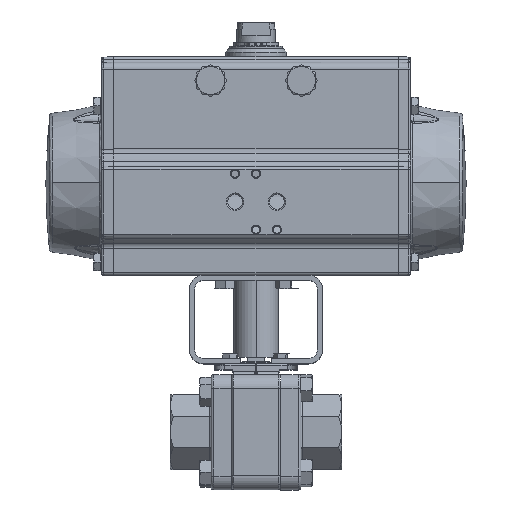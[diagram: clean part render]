
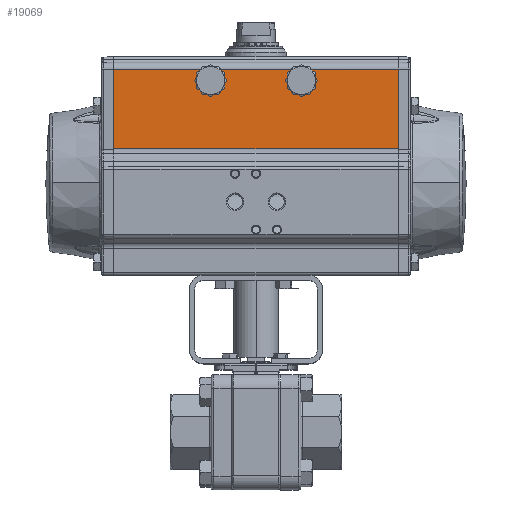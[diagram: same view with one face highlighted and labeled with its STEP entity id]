
A CAD part, top view. The second image highlights one B-rep face of the part: STEP entity #19069.
In plain terms, the highlighted planar face has unit normal (0, 0, 1).
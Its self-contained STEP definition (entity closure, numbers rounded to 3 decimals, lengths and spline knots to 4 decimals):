
#116 = CARTESIAN_POINT ( 'NONE',  ( 0.8456, 8.1857, 1.7323 ) ) ;
#653 = DIRECTION ( 'NONE',  ( 0., -1., 0. ) ) ;
#1916 = ORIENTED_EDGE ( 'NONE', *, *, #10378, .F. ) ;
#2787 = DIRECTION ( 'NONE',  ( 0., 0., 1. ) ) ;
#4457 = VERTEX_POINT ( 'NONE', #18845 ) ;
#4681 = DIRECTION ( 'NONE',  ( 1., 0., 0. ) ) ;
#5297 = DIRECTION ( 'NONE',  ( 0., 0., -1. ) ) ;
#7859 = VERTEX_POINT ( 'NONE', #63821 ) ;
#8170 = ORIENTED_EDGE ( 'NONE', *, *, #38638, .T. ) ;
#8364 = AXIS2_PLACEMENT_3D ( 'NONE', #24696, #63219, #30290 ) ;
#10003 = CIRCLE ( 'NONE', #58168, 0.315 ) ;
#10009 = VECTOR ( 'NONE', #43135, 39.3701 ) ;
#10378 = EDGE_CURVE ( 'NONE', #32203, #42515, #65468, .T. ) ;
#10519 = ORIENTED_EDGE ( 'NONE', *, *, #57002, .T. ) ;
#11294 = VERTEX_POINT ( 'NONE', #40948 ) ;
#11740 = DIRECTION ( 'NONE',  ( 0., 0., -1. ) ) ;
#12117 = VECTOR ( 'NONE', #36014, 39.3701 ) ;
#12282 = CARTESIAN_POINT ( 'NONE',  ( -0.8661, 7.6531, 1.7323 ) ) ;
#13571 = CARTESIAN_POINT ( 'NONE',  ( -1.0236, 7.9258, 1.7323 ) ) ;
#16253 = CIRCLE ( 'NONE', #22842, 0.315 ) ;
#16317 = AXIS2_PLACEMENT_3D ( 'NONE', #70886, #37828, #4681 ) ;
#17209 = EDGE_CURVE ( 'NONE', #27882, #55355, #16253, .T. ) ;
#18424 = CARTESIAN_POINT ( 'NONE',  ( 3.2087, 8.1857, 1.7323 ) ) ;
#18845 = CARTESIAN_POINT ( 'NONE',  ( -0.7087, 7.9258, 1.7323 ) ) ;
#19069 = ADVANCED_FACE ( 'NONE', ( #52386 ), #35943, .T. ) ;
#19103 = DIRECTION ( 'NONE',  ( 1., 0., 0. ) ) ;
#19883 = LINE ( 'NONE', #43021, #12117 ) ;
#20564 = EDGE_CURVE ( 'NONE', #7859, #27882, #10003, .T. ) ;
#21838 = VERTEX_POINT ( 'NONE', #12282 ) ;
#22842 = AXIS2_PLACEMENT_3D ( 'NONE', #38419, #5297, #43958 ) ;
#23058 = DIRECTION ( 'NONE',  ( 1., 0., 0. ) ) ;
#23605 = CARTESIAN_POINT ( 'NONE',  ( 3.2087, 6.3831, 1.7323 ) ) ;
#23799 = CARTESIAN_POINT ( 'NONE',  ( -3.2087, 6.3831, 1.7323 ) ) ;
#23807 = EDGE_CURVE ( 'NONE', #36493, #48499, #64985, .T. ) ;
#24696 = CARTESIAN_POINT ( 'NONE',  ( 1.0236, 7.9258, 1.7323 ) ) ;
#27229 = CARTESIAN_POINT ( 'NONE',  ( -1.0236, 7.9258, 1.7323 ) ) ;
#27882 = VERTEX_POINT ( 'NONE', #52656 ) ;
#29124 = VECTOR ( 'NONE', #23058, 39.3701 ) ;
#30290 = DIRECTION ( 'NONE',  ( 0., 1., 0. ) ) ;
#31154 = ORIENTED_EDGE ( 'NONE', *, *, #20564, .T. ) ;
#31237 = EDGE_LOOP ( 'NONE', ( #8170, #56703, #63669, #1916, #42958, #68688, #33792, #45996, #10519, #31154, #47841, #36920 ) ) ;
#32203 = VERTEX_POINT ( 'NONE', #63929 ) ;
#32788 = DIRECTION ( 'NONE',  ( 1., 0., 0. ) ) ;
#33792 = ORIENTED_EDGE ( 'NONE', *, *, #50071, .T. ) ;
#35358 = EDGE_CURVE ( 'NONE', #4457, #21838, #60684, .T. ) ;
#35943 = PLANE ( 'NONE',  #46575 ) ;
#36014 = DIRECTION ( 'NONE',  ( 0., -1., 0. ) ) ;
#36493 = VERTEX_POINT ( 'NONE', #23799 ) ;
#36920 = ORIENTED_EDGE ( 'NONE', *, *, #48169, .F. ) ;
#37828 = DIRECTION ( 'NONE',  ( 0., 0., -1. ) ) ;
#38419 = CARTESIAN_POINT ( 'NONE',  ( -1.0236, 7.9258, 1.7323 ) ) ;
#38638 = EDGE_CURVE ( 'NONE', #11294, #36493, #19883, .T. ) ;
#39710 = CARTESIAN_POINT ( 'NONE',  ( 3.2087, 8.1857, 1.7323 ) ) ;
#40948 = CARTESIAN_POINT ( 'NONE',  ( -3.2087, 8.1857, 1.7323 ) ) ;
#41493 = DIRECTION ( 'NONE',  ( 1., 0., 0. ) ) ;
#42515 = VERTEX_POINT ( 'NONE', #63874 ) ;
#42958 = ORIENTED_EDGE ( 'NONE', *, *, #67219, .T. ) ;
#43021 = CARTESIAN_POINT ( 'NONE',  ( -3.2087, 6.3831, 1.7323 ) ) ;
#43135 = DIRECTION ( 'NONE',  ( 1., 0., 0. ) ) ;
#43580 = CARTESIAN_POINT ( 'NONE',  ( 3.2087, 8.1857, 1.7323 ) ) ;
#43958 = DIRECTION ( 'NONE',  ( 1., 0., 0. ) ) ;
#44811 = CARTESIAN_POINT ( 'NONE',  ( -1.0236, 7.9258, 1.7323 ) ) ;
#45068 = VECTOR ( 'NONE', #653, 39.3701 ) ;
#45996 = ORIENTED_EDGE ( 'NONE', *, *, #35358, .T. ) ;
#46575 = AXIS2_PLACEMENT_3D ( 'NONE', #52258, #2787, #41493 ) ;
#47841 = ORIENTED_EDGE ( 'NONE', *, *, #17209, .T. ) ;
#48169 = EDGE_CURVE ( 'NONE', #11294, #55355, #58342, .T. ) ;
#48499 = VERTEX_POINT ( 'NONE', #23605 ) ;
#48732 = EDGE_CURVE ( 'NONE', #67532, #58857, #66982, .T. ) ;
#50025 = AXIS2_PLACEMENT_3D ( 'NONE', #13571, #52093, #19103 ) ;
#50071 = EDGE_CURVE ( 'NONE', #67532, #4457, #62516, .T. ) ;
#50260 = VECTOR ( 'NONE', #54633, 39.3701 ) ;
#50309 = DIRECTION ( 'NONE',  ( 1., 0., 0. ) ) ;
#51589 = AXIS2_PLACEMENT_3D ( 'NONE', #27229, #65757, #32788 ) ;
#52093 = DIRECTION ( 'NONE',  ( 0., 0., -1. ) ) ;
#52258 = CARTESIAN_POINT ( 'NONE',  ( 3.2087, 6.3831, 1.7323 ) ) ;
#52386 = FACE_OUTER_BOUND ( 'NONE', #31237, .T. ) ;
#52656 = CARTESIAN_POINT ( 'NONE',  ( -1.3386, 7.9258, 1.7323 ) ) ;
#54246 = VECTOR ( 'NONE', #56970, 39.3701 ) ;
#54466 = CIRCLE ( 'NONE', #8364, 0.315 ) ;
#54633 = DIRECTION ( 'NONE',  ( 1., 0., 0. ) ) ;
#54660 = CIRCLE ( 'NONE', #50025, 0.315 ) ;
#55355 = VERTEX_POINT ( 'NONE', #56247 ) ;
#55669 = CARTESIAN_POINT ( 'NONE',  ( 3.2087, 8.3431, 1.7323 ) ) ;
#56247 = CARTESIAN_POINT ( 'NONE',  ( -1.2016, 8.1857, 1.7323 ) ) ;
#56703 = ORIENTED_EDGE ( 'NONE', *, *, #23807, .T. ) ;
#56970 = DIRECTION ( 'NONE',  ( 1., 0., 0. ) ) ;
#57002 = EDGE_CURVE ( 'NONE', #21838, #7859, #54660, .T. ) ;
#58168 = AXIS2_PLACEMENT_3D ( 'NONE', #44811, #11740, #50309 ) ;
#58342 = LINE ( 'NONE', #39710, #29124 ) ;
#58398 = EDGE_CURVE ( 'NONE', #42515, #48499, #59757, .T. ) ;
#58857 = VERTEX_POINT ( 'NONE', #116 ) ;
#59757 = LINE ( 'NONE', #55669, #45068 ) ;
#60684 = CIRCLE ( 'NONE', #16317, 0.315 ) ;
#62516 = CIRCLE ( 'NONE', #51589, 0.315 ) ;
#63219 = DIRECTION ( 'NONE',  ( 0., 0., -1. ) ) ;
#63669 = ORIENTED_EDGE ( 'NONE', *, *, #58398, .F. ) ;
#63821 = CARTESIAN_POINT ( 'NONE',  ( -1.1811, 7.6531, 1.7323 ) ) ;
#63874 = CARTESIAN_POINT ( 'NONE',  ( 3.2087, 8.1857, 1.7323 ) ) ;
#63929 = CARTESIAN_POINT ( 'NONE',  ( 1.2016, 8.1857, 1.7323 ) ) ;
#64985 = LINE ( 'NONE', #71128, #50260 ) ;
#65468 = LINE ( 'NONE', #18424, #54246 ) ;
#65757 = DIRECTION ( 'NONE',  ( 0., 0., -1. ) ) ;
#66600 = CARTESIAN_POINT ( 'NONE',  ( -0.8456, 8.1857, 1.7323 ) ) ;
#66982 = LINE ( 'NONE', #43580, #10009 ) ;
#67219 = EDGE_CURVE ( 'NONE', #32203, #58857, #54466, .T. ) ;
#67532 = VERTEX_POINT ( 'NONE', #66600 ) ;
#68688 = ORIENTED_EDGE ( 'NONE', *, *, #48732, .F. ) ;
#70886 = CARTESIAN_POINT ( 'NONE',  ( -1.0236, 7.9258, 1.7323 ) ) ;
#71128 = CARTESIAN_POINT ( 'NONE',  ( 3.2087, 6.3831, 1.7323 ) ) ;
